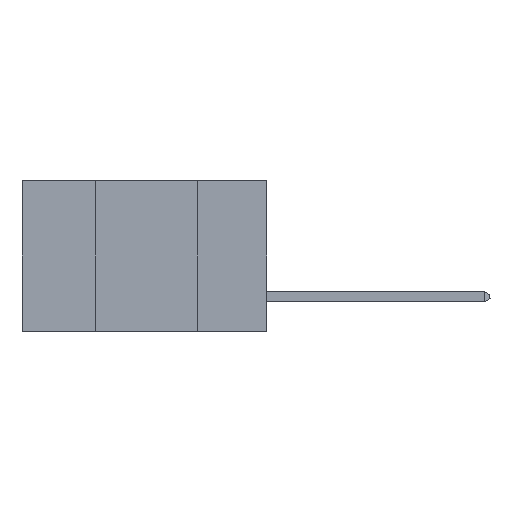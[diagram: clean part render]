
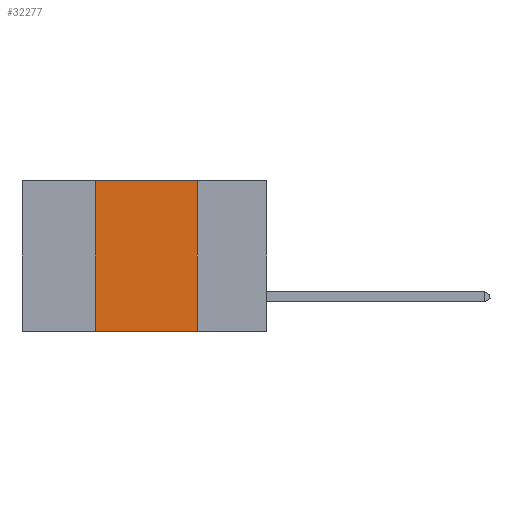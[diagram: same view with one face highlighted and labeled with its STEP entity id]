
A CAD part, left-side view. The second image highlights one B-rep face of the part: STEP entity #32277.
In plain terms, the highlighted planar face has unit normal (-1, 0, 0).
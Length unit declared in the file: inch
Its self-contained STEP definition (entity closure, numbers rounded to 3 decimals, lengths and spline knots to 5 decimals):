
#1481 = CARTESIAN_POINT ( 'NONE',  ( 0., 0.42, 0. ) ) ;
#2679 = DIRECTION ( 'NONE',  ( 0., 0., -1. ) ) ;
#2898 = CARTESIAN_POINT ( 'NONE',  ( 0., 0.6, -0.37 ) ) ;
#4793 = EDGE_CURVE ( 'NONE', #25913, #30088, #16354, .T. ) ;
#7375 = CARTESIAN_POINT ( 'NONE',  ( 0., 0.17, 0. ) ) ;
#7518 = LINE ( 'NONE', #23296, #18444 ) ;
#7811 = EDGE_LOOP ( 'NONE', ( #23459, #16670, #29176, #21611 ) ) ;
#9910 = CARTESIAN_POINT ( 'NONE',  ( 0., 0.17, 0. ) ) ;
#13758 = LINE ( 'NONE', #7375, #20816 ) ;
#13889 = EDGE_CURVE ( 'NONE', #25913, #27104, #30910, .T. ) ;
#16106 = FACE_OUTER_BOUND ( 'NONE', #7811, .T. ) ;
#16354 = LINE ( 'NONE', #20911, #28816 ) ;
#16670 = ORIENTED_EDGE ( 'NONE', *, *, #31676, .F. ) ;
#16764 = DIRECTION ( 'NONE',  ( 1., 0., 0. ) ) ;
#17612 = VECTOR ( 'NONE', #25614, 39.37008 ) ;
#18444 = VECTOR ( 'NONE', #18514, 39.37008 ) ;
#18514 = DIRECTION ( 'NONE',  ( 0., -1., 0. ) ) ;
#20596 = CARTESIAN_POINT ( 'NONE',  ( 0., 0.17, -0.37 ) ) ;
#20816 = VECTOR ( 'NONE', #2679, 39.37008 ) ;
#20911 = CARTESIAN_POINT ( 'NONE',  ( 0., 0.42, 0. ) ) ;
#21015 = CARTESIAN_POINT ( 'NONE',  ( 0., 0.42, -0.37 ) ) ;
#21589 = PLANE ( 'NONE',  #29992 ) ;
#21611 = ORIENTED_EDGE ( 'NONE', *, *, #13889, .T. ) ;
#23296 = CARTESIAN_POINT ( 'NONE',  ( 0., 0.6, 0. ) ) ;
#23387 = DIRECTION ( 'NONE',  ( 0., 0., 1. ) ) ;
#23459 = ORIENTED_EDGE ( 'NONE', *, *, #31940, .F. ) ;
#23735 = VERTEX_POINT ( 'NONE', #9910 ) ;
#24066 = CARTESIAN_POINT ( 'NONE',  ( 0., 0.6, 0. ) ) ;
#24627 = DIRECTION ( 'NONE',  ( 0., 0., -1. ) ) ;
#25614 = DIRECTION ( 'NONE',  ( 0., -1., 0. ) ) ;
#25913 = VERTEX_POINT ( 'NONE', #21015 ) ;
#27104 = VERTEX_POINT ( 'NONE', #20596 ) ;
#28816 = VECTOR ( 'NONE', #23387, 39.37008 ) ;
#29176 = ORIENTED_EDGE ( 'NONE', *, *, #4793, .F. ) ;
#29992 = AXIS2_PLACEMENT_3D ( 'NONE', #24066, #16764, #24627 ) ;
#30088 = VERTEX_POINT ( 'NONE', #1481 ) ;
#30910 = LINE ( 'NONE', #2898, #17612 ) ;
#31676 = EDGE_CURVE ( 'NONE', #30088, #23735, #7518, .T. ) ;
#31940 = EDGE_CURVE ( 'NONE', #23735, #27104, #13758, .T. ) ;
#32277 = ADVANCED_FACE ( 'NONE', ( #16106 ), #21589, .F. ) ;
